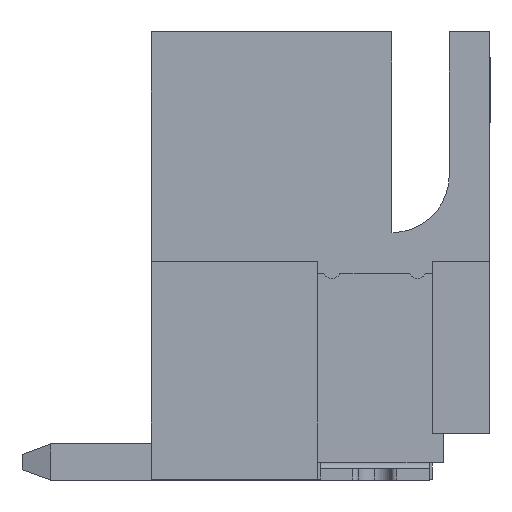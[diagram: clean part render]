
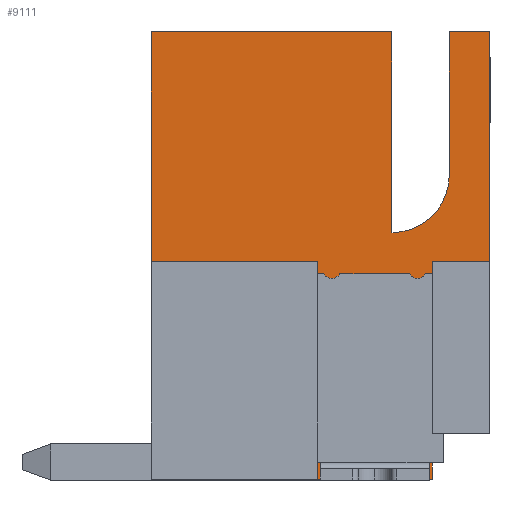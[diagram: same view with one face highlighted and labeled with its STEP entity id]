
A CAD part, left-side view. The second image highlights one B-rep face of the part: STEP entity #9111.
In plain terms, the highlighted planar face has unit normal (-1, 0, 0).
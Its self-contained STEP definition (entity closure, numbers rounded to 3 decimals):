
#11 = LINE ( 'NONE', #11026, #10343 ) ;
#43 = VERTEX_POINT ( 'NONE', #18482 ) ;
#63 = VERTEX_POINT ( 'NONE', #16726 ) ;
#391 = DIRECTION ( 'NONE',  ( 1., 0., 0. ) ) ;
#957 = VECTOR ( 'NONE', #16065, 1000. ) ;
#1010 = DIRECTION ( 'NONE',  ( 1., 0., 0. ) ) ;
#1026 = VECTOR ( 'NONE', #15691, 1000. ) ;
#1143 = CARTESIAN_POINT ( 'NONE',  ( -6.25, -3.75, 7.8 ) ) ;
#1229 = CARTESIAN_POINT ( 'NONE',  ( -6.25, -3.75, 3.8 ) ) ;
#1357 = ORIENTED_EDGE ( 'NONE', *, *, #20038, .F. ) ;
#1438 = VERTEX_POINT ( 'NONE', #18687 ) ;
#1559 = LINE ( 'NONE', #17245, #1026 ) ;
#1798 = VECTOR ( 'NONE', #5914, 1000. ) ;
#2248 = VECTOR ( 'NONE', #3039, 1000. ) ;
#2426 = CARTESIAN_POINT ( 'NONE',  ( -6.25, -4.45, 3.8 ) ) ;
#2654 = DIRECTION ( 'NONE',  ( 0., 0., 1. ) ) ;
#2754 = EDGE_CURVE ( 'NONE', #17377, #15920, #14801, .T. ) ;
#2859 = EDGE_CURVE ( 'NONE', #13485, #43, #9701, .T. ) ;
#3039 = DIRECTION ( 'NONE',  ( 0., 0., 1. ) ) ;
#3168 = DIRECTION ( 'NONE',  ( 0., 0., -1. ) ) ;
#3307 = VERTEX_POINT ( 'NONE', #19841 ) ;
#4025 = ORIENTED_EDGE ( 'NONE', *, *, #9940, .T. ) ;
#4028 = VERTEX_POINT ( 'NONE', #17727 ) ;
#4332 = ORIENTED_EDGE ( 'NONE', *, *, #6379, .T. ) ;
#4662 = VERTEX_POINT ( 'NONE', #8148 ) ;
#4672 = LINE ( 'NONE', #4770, #2248 ) ;
#4770 = CARTESIAN_POINT ( 'NONE',  ( -6.25, -2.75, 3.8 ) ) ;
#4803 = VECTOR ( 'NONE', #2654, 1000. ) ;
#5007 = EDGE_CURVE ( 'NONE', #4028, #1438, #18022, .T. ) ;
#5044 = ORIENTED_EDGE ( 'NONE', *, *, #8957, .T. ) ;
#5143 = EDGE_CURVE ( 'NONE', #17219, #17789, #8974, .T. ) ;
#5373 = DIRECTION ( 'NONE',  ( 0., 0., 1. ) ) ;
#5548 = DIRECTION ( 'NONE',  ( 0., 0., 1. ) ) ;
#5688 = CARTESIAN_POINT ( 'NONE',  ( -6.25, -3.75, 0. ) ) ;
#5832 = ORIENTED_EDGE ( 'NONE', *, *, #5143, .T. ) ;
#5914 = DIRECTION ( 'NONE',  ( 0., 0., 1. ) ) ;
#6052 = DIRECTION ( 'NONE',  ( 0., -1., 0. ) ) ;
#6054 = ORIENTED_EDGE ( 'NONE', *, *, #17328, .F. ) ;
#6379 = EDGE_CURVE ( 'NONE', #10660, #3307, #20018, .T. ) ;
#6603 = DIRECTION ( 'NONE',  ( 0., 0., -1. ) ) ;
#6629 = DIRECTION ( 'NONE',  ( 0., 0., 1. ) ) ;
#6702 = CARTESIAN_POINT ( 'NONE',  ( -6.25, -4.45, 3.8 ) ) ;
#6861 = CARTESIAN_POINT ( 'NONE',  ( -6.25, -2.75, 4.3 ) ) ;
#6932 = CARTESIAN_POINT ( 'NONE',  ( -6.25, 1.45, 3.8 ) ) ;
#7102 = ORIENTED_EDGE ( 'NONE', *, *, #17446, .T. ) ;
#7153 = VECTOR ( 'NONE', #3168, 1000. ) ;
#7212 = CARTESIAN_POINT ( 'NONE',  ( -6.25, -1.15, 3.8 ) ) ;
#7451 = LINE ( 'NONE', #13794, #7979 ) ;
#7670 = CARTESIAN_POINT ( 'NONE',  ( -6.25, -4.45, 0.8 ) ) ;
#7973 = EDGE_LOOP ( 'NONE', ( #5832, #14981, #15185, #11938, #1357, #14889, #13308, #19049, #7102, #4332, #5044, #6054, #10081, #4025 ) ) ;
#7979 = VECTOR ( 'NONE', #13693, 1000. ) ;
#8148 = CARTESIAN_POINT ( 'NONE',  ( -6.25, 1.45, 3.8 ) ) ;
#8236 = LINE ( 'NONE', #10080, #957 ) ;
#8932 = VECTOR ( 'NONE', #11141, 1000. ) ;
#8957 = EDGE_CURVE ( 'NONE', #3307, #15471, #19883, .T. ) ;
#8974 = LINE ( 'NONE', #1229, #7153 ) ;
#9111 = ADVANCED_FACE ( 'NONE', ( #14555 ), #15853, .F. ) ;
#9606 = VECTOR ( 'NONE', #6052, 1000. ) ;
#9701 = LINE ( 'NONE', #12672, #8932 ) ;
#9940 = EDGE_CURVE ( 'NONE', #1438, #17219, #7451, .T. ) ;
#10080 = CARTESIAN_POINT ( 'NONE',  ( -6.25, -1.45, 0. ) ) ;
#10081 = ORIENTED_EDGE ( 'NONE', *, *, #5007, .T. ) ;
#10343 = VECTOR ( 'NONE', #12453, 1000. ) ;
#10521 = CARTESIAN_POINT ( 'NONE',  ( -6.25, -3.45, 3.8 ) ) ;
#10660 = VERTEX_POINT ( 'NONE', #16755 ) ;
#10698 = CARTESIAN_POINT ( 'NONE',  ( -6.25, -2.75, 7.8 ) ) ;
#10699 = CARTESIAN_POINT ( 'NONE',  ( -6.25, -2.75, 5.3 ) ) ;
#10977 = VERTEX_POINT ( 'NONE', #6861 ) ;
#11026 = CARTESIAN_POINT ( 'NONE',  ( -6.25, -4.45, 3.8 ) ) ;
#11141 = DIRECTION ( 'NONE',  ( 0., 1., 0. ) ) ;
#11938 = ORIENTED_EDGE ( 'NONE', *, *, #2859, .T. ) ;
#12114 = EDGE_CURVE ( 'NONE', #63, #17377, #8236, .T. ) ;
#12154 = CARTESIAN_POINT ( 'NONE',  ( -6.25, -3.75, 3.8 ) ) ;
#12186 = EDGE_CURVE ( 'NONE', #17789, #10977, #13635, .T. ) ;
#12453 = DIRECTION ( 'NONE',  ( 0., 1., 0. ) ) ;
#12672 = CARTESIAN_POINT ( 'NONE',  ( -6.25, -4.45, 7.8 ) ) ;
#12743 = VECTOR ( 'NONE', #6629, 1000. ) ;
#12819 = EDGE_CURVE ( 'NONE', #10977, #13485, #4672, .T. ) ;
#13167 = LINE ( 'NONE', #6932, #12743 ) ;
#13262 = CARTESIAN_POINT ( 'NONE',  ( -6.25, -3.75, 5.3 ) ) ;
#13301 = CARTESIAN_POINT ( 'NONE',  ( -6.25, -1.15, 0. ) ) ;
#13308 = ORIENTED_EDGE ( 'NONE', *, *, #2754, .F. ) ;
#13485 = VERTEX_POINT ( 'NONE', #10698 ) ;
#13635 = CIRCLE ( 'NONE', #15546, 1. ) ;
#13693 = DIRECTION ( 'NONE',  ( 0., 1., 0. ) ) ;
#13794 = CARTESIAN_POINT ( 'NONE',  ( -6.25, -4.45, 7.8 ) ) ;
#14222 = EDGE_CURVE ( 'NONE', #15920, #4662, #1559, .T. ) ;
#14555 = FACE_OUTER_BOUND ( 'NONE', #7973, .T. ) ;
#14801 = LINE ( 'NONE', #13301, #15734 ) ;
#14889 = ORIENTED_EDGE ( 'NONE', *, *, #14222, .F. ) ;
#14981 = ORIENTED_EDGE ( 'NONE', *, *, #12186, .T. ) ;
#15046 = LINE ( 'NONE', #10521, #4803 ) ;
#15185 = ORIENTED_EDGE ( 'NONE', *, *, #12819, .T. ) ;
#15471 = VERTEX_POINT ( 'NONE', #12154 ) ;
#15546 = AXIS2_PLACEMENT_3D ( 'NONE', #10699, #1010, #18137 ) ;
#15691 = DIRECTION ( 'NONE',  ( 0., 1., 0. ) ) ;
#15734 = VECTOR ( 'NONE', #5548, 1000. ) ;
#15853 = PLANE ( 'NONE',  #16418 ) ;
#15920 = VERTEX_POINT ( 'NONE', #7212 ) ;
#16065 = DIRECTION ( 'NONE',  ( 0., 1., 0. ) ) ;
#16418 = AXIS2_PLACEMENT_3D ( 'NONE', #6702, #391, #6603 ) ;
#16726 = CARTESIAN_POINT ( 'NONE',  ( -6.25, -3.45, 0. ) ) ;
#16755 = CARTESIAN_POINT ( 'NONE',  ( -6.25, -3.45, 0.8 ) ) ;
#17219 = VERTEX_POINT ( 'NONE', #1143 ) ;
#17245 = CARTESIAN_POINT ( 'NONE',  ( -6.25, -4.45, 3.8 ) ) ;
#17328 = EDGE_CURVE ( 'NONE', #4028, #15471, #11, .T. ) ;
#17377 = VERTEX_POINT ( 'NONE', #17736 ) ;
#17446 = EDGE_CURVE ( 'NONE', #63, #10660, #15046, .T. ) ;
#17591 = VECTOR ( 'NONE', #5373, 1000. ) ;
#17727 = CARTESIAN_POINT ( 'NONE',  ( -6.25, -4.45, 3.8 ) ) ;
#17736 = CARTESIAN_POINT ( 'NONE',  ( -6.25, -1.15, 0. ) ) ;
#17789 = VERTEX_POINT ( 'NONE', #13262 ) ;
#18022 = LINE ( 'NONE', #2426, #17591 ) ;
#18137 = DIRECTION ( 'NONE',  ( 0., 0., -1. ) ) ;
#18482 = CARTESIAN_POINT ( 'NONE',  ( -6.25, 1.45, 7.8 ) ) ;
#18687 = CARTESIAN_POINT ( 'NONE',  ( -6.25, -4.45, 7.8 ) ) ;
#19049 = ORIENTED_EDGE ( 'NONE', *, *, #12114, .F. ) ;
#19841 = CARTESIAN_POINT ( 'NONE',  ( -6.25, -3.75, 0.8 ) ) ;
#19883 = LINE ( 'NONE', #5688, #1798 ) ;
#20018 = LINE ( 'NONE', #7670, #9606 ) ;
#20038 = EDGE_CURVE ( 'NONE', #4662, #43, #13167, .T. ) ;
